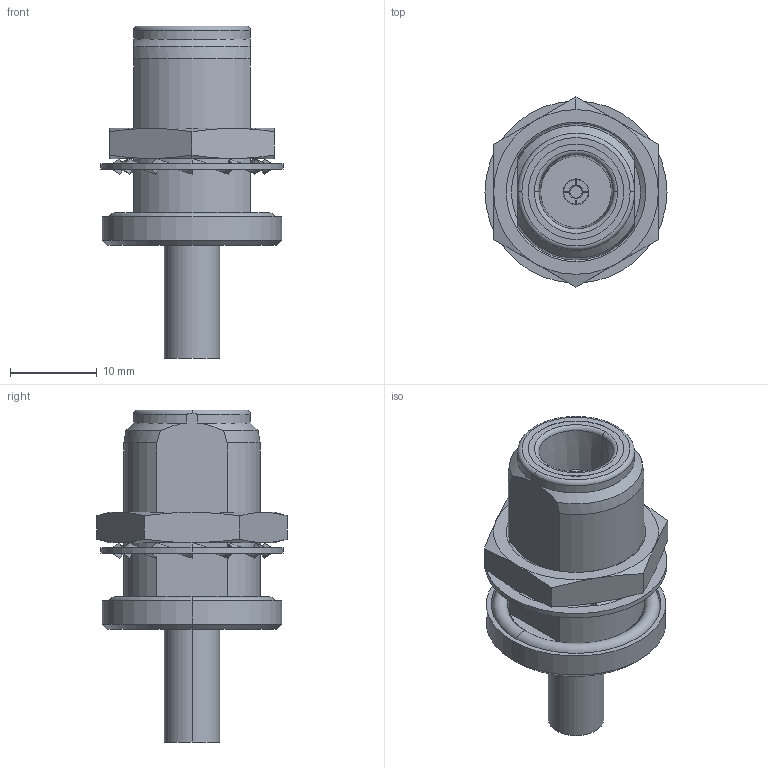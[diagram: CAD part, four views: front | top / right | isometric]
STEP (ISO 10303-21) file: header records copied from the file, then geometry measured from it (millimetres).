
FILE_DESCRIPTION (( 'STEP AP214' ), '1' );
FILE_NAME ('J01021A0147.STEP', '2016-01-26T12:35:10', ( '' ), ( '' ), 'SwSTEP 2.0', 'SolidWorks 2015', '' );
FILE_SCHEMA (( 'AUTOMOTIVE_DESIGN' ));
Length unit declared in the file: millimetre
Products named in the file (1): J01021A0147
Bounding box: 21 x 21.94 x 38.3 mm (x, y, z)
Volume: 5326.4 mm3; surface area: 4250.3 mm2
Topology: 3 solids, 4 shells, 178 faces, 432 edges, 270 vertices
Faces by surface type: plane 60, cylinder 38, bspline 36, cone 36, torus 8
Entity records: 7934 total; most frequent: CARTESIAN_POINT 2089, ORIENTED_EDGE 864, DIRECTION 696, EDGE_CURVE 432, VERTEX_POINT 270, AXIS2_PLACEMENT_3D 265, EDGE_LOOP 196, UNCERTAINTY_MEASURE_WITH_UNIT 179
